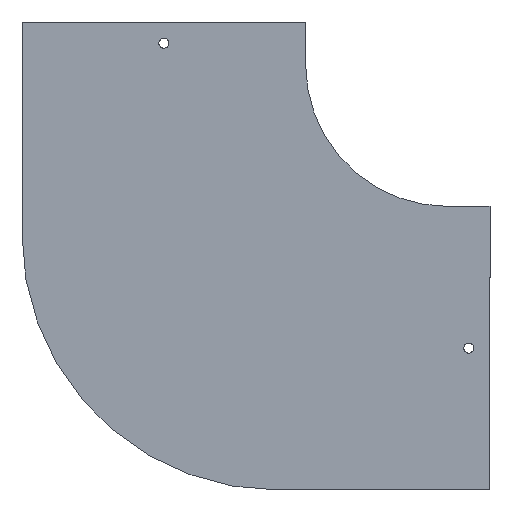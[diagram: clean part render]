
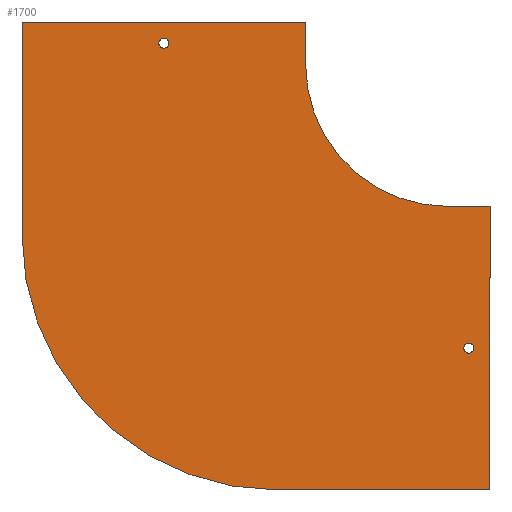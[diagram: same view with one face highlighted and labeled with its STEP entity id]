
A CAD part, front view. The second image highlights one B-rep face of the part: STEP entity #1700.
In plain terms, the highlighted planar face has unit normal (0, -1, 0).
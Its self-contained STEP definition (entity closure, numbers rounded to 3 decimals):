
#1 = DIRECTION ( 'NONE',  ( 0., 0., -1. ) ) ;
#18 = CARTESIAN_POINT ( 'NONE',  ( 200., 0., -30. ) ) ;
#19 = DIRECTION ( 'NONE',  ( 0., -1., 0. ) ) ;
#20 = DIRECTION ( 'NONE',  ( 0., 0., -1. ) ) ;
#36 = CARTESIAN_POINT ( 'NONE',  ( 80., 0., -330. ) ) ;
#37 = DIRECTION ( 'NONE',  ( -1., 0., 0. ) ) ;
#48 = CARTESIAN_POINT ( 'NONE',  ( 80., 0., -150. ) ) ;
#49 = DIRECTION ( 'NONE',  ( 0., 1., 0. ) ) ;
#50 = DIRECTION ( 'NONE',  ( 0., 0., 1. ) ) ;
#76 = CARTESIAN_POINT ( 'NONE',  ( 215., 0., -230. ) ) ;
#77 = DIRECTION ( 'NONE',  ( 0., -1., 0. ) ) ;
#78 = DIRECTION ( 'NONE',  ( 0., 0., -1. ) ) ;
#80 = CARTESIAN_POINT ( 'NONE',  ( 0., 0., -15. ) ) ;
#81 = DIRECTION ( 'NONE',  ( 0., -1., 0. ) ) ;
#82 = DIRECTION ( 'NONE',  ( 0., 0., -1. ) ) ;
#154 = CARTESIAN_POINT ( 'NONE',  ( 230., 0., -330. ) ) ;
#328 = CARTESIAN_POINT ( 'NONE',  ( 80., 0., -330. ) ) ;
#340 = CARTESIAN_POINT ( 'NONE',  ( 230., 0., -130. ) ) ;
#346 = CARTESIAN_POINT ( 'NONE',  ( 200., 0., -130. ) ) ;
#352 = CARTESIAN_POINT ( 'NONE',  ( 100., 0., -30. ) ) ;
#364 = CARTESIAN_POINT ( 'NONE',  ( -100., 0., 0. ) ) ;
#365 = CARTESIAN_POINT ( 'NONE',  ( 100., 0., 0. ) ) ;
#370 = CARTESIAN_POINT ( 'NONE',  ( -100., 0., -150. ) ) ;
#397 = CARTESIAN_POINT ( 'NONE',  ( -100., 0., 0. ) ) ;
#398 = DIRECTION ( 'NONE',  ( 1., 0., 0. ) ) ;
#425 = CARTESIAN_POINT ( 'NONE',  ( 230., 0., -130. ) ) ;
#427 = DIRECTION ( 'NONE',  ( 1., 0., 0. ) ) ;
#453 = CARTESIAN_POINT ( 'NONE',  ( -100., 0., 0. ) ) ;
#463 = CARTESIAN_POINT ( 'NONE',  ( 230., 0., -330. ) ) ;
#464 = DIRECTION ( 'NONE',  ( 0., 0., -1. ) ) ;
#468 = DIRECTION ( 'NONE',  ( 0., 0., 1. ) ) ;
#477 = LINE ( 'NONE', #463, #481 ) ;
#481 = VECTOR ( 'NONE', #464, 1000. ) ;
#485 = LINE ( 'NONE', #453, #486 ) ;
#486 = VECTOR ( 'NONE', #468, 1000. ) ;
#494 = LINE ( 'NONE', #1769, #496 ) ;
#496 = VECTOR ( 'NONE', #1, 1000. ) ;
#503 = CIRCLE ( 'NONE', #1794, 100. ) ;
#518 = LINE ( 'NONE', #36, #520 ) ;
#520 = VECTOR ( 'NONE', #37, 1000. ) ;
#523 = CIRCLE ( 'NONE', #1824, 180. ) ;
#538 = CIRCLE ( 'NONE', #1808, 3.5 ) ;
#541 = CIRCLE ( 'NONE', #1798, 3.5 ) ;
#651 = FACE_OUTER_BOUND ( 'NONE', #1088, .T. ) ;
#656 = FACE_BOUND ( 'NONE', #1084, .T. ) ;
#662 = FACE_BOUND ( 'NONE', #1090, .T. ) ;
#684 = VERTEX_POINT ( 'NONE', #1340 ) ;
#685 = VERTEX_POINT ( 'NONE', #1334 ) ;
#965 = LINE ( 'NONE', #397, #968 ) ;
#968 = VECTOR ( 'NONE', #398, 1000. ) ;
#983 = LINE ( 'NONE', #425, #986 ) ;
#986 = VECTOR ( 'NONE', #427, 1000. ) ;
#1084 = EDGE_LOOP ( 'NONE', ( #1164 ) ) ;
#1088 = EDGE_LOOP ( 'NONE', ( #1166, #1167, #1168, #1169, #1170, #1171, #1172, #1173 ) ) ;
#1090 = EDGE_LOOP ( 'NONE', ( #1165 ) ) ;
#1164 = ORIENTED_EDGE ( 'NONE', *, *, #1595, .F. ) ;
#1165 = ORIENTED_EDGE ( 'NONE', *, *, #1596, .F. ) ;
#1166 = ORIENTED_EDGE ( 'NONE', *, *, #1582, .F. ) ;
#1167 = ORIENTED_EDGE ( 'NONE', *, *, #1559, .F. ) ;
#1168 = ORIENTED_EDGE ( 'NONE', *, *, #1541, .F. ) ;
#1169 = ORIENTED_EDGE ( 'NONE', *, *, #1572, .F. ) ;
#1170 = ORIENTED_EDGE ( 'NONE', *, *, #1567, .F. ) ;
#1171 = ORIENTED_EDGE ( 'NONE', *, *, #1530, .F. ) ;
#1172 = ORIENTED_EDGE ( 'NONE', *, *, #1561, .F. ) ;
#1173 = ORIENTED_EDGE ( 'NONE', *, *, #1585, .F. ) ;
#1217 = VERTEX_POINT ( 'NONE', #328 ) ;
#1289 = DIRECTION ( 'NONE',  ( 0., 1., 0. ) ) ;
#1292 = CARTESIAN_POINT ( 'NONE',  ( 80., 0., -150. ) ) ;
#1293 = PLANE ( 'NONE',  #1740 ) ;
#1295 = DIRECTION ( 'NONE',  ( 0., 0., 1. ) ) ;
#1334 = CARTESIAN_POINT ( 'NONE',  ( 0., 0., -18.5 ) ) ;
#1340 = CARTESIAN_POINT ( 'NONE',  ( 215., 0., -233.5 ) ) ;
#1369 = VERTEX_POINT ( 'NONE', #340 ) ;
#1375 = VERTEX_POINT ( 'NONE', #346 ) ;
#1381 = VERTEX_POINT ( 'NONE', #352 ) ;
#1393 = VERTEX_POINT ( 'NONE', #364 ) ;
#1394 = VERTEX_POINT ( 'NONE', #365 ) ;
#1399 = VERTEX_POINT ( 'NONE', #370 ) ;
#1530 = EDGE_CURVE ( 'NONE', #1393, #1394, #965, .T. ) ;
#1541 = EDGE_CURVE ( 'NONE', #1375, #1369, #983, .T. ) ;
#1559 = EDGE_CURVE ( 'NONE', #1369, #1659, #477, .T. ) ;
#1561 = EDGE_CURVE ( 'NONE', #1399, #1393, #485, .T. ) ;
#1567 = EDGE_CURVE ( 'NONE', #1394, #1381, #494, .T. ) ;
#1572 = EDGE_CURVE ( 'NONE', #1381, #1375, #503, .T. ) ;
#1582 = EDGE_CURVE ( 'NONE', #1659, #1217, #518, .T. ) ;
#1585 = EDGE_CURVE ( 'NONE', #1217, #1399, #523, .T. ) ;
#1595 = EDGE_CURVE ( 'NONE', #684, #684, #538, .T. ) ;
#1596 = EDGE_CURVE ( 'NONE', #685, #685, #541, .T. ) ;
#1659 = VERTEX_POINT ( 'NONE', #154 ) ;
#1700 = ADVANCED_FACE ( 'NONE', ( #656, #662, #651 ), #1293, .F. ) ;
#1740 = AXIS2_PLACEMENT_3D ( 'NONE', #1292, #1289, #1295 ) ;
#1769 = CARTESIAN_POINT ( 'NONE',  ( 100., 0., 0. ) ) ;
#1794 = AXIS2_PLACEMENT_3D ( 'NONE', #18, #19, #20 ) ;
#1798 = AXIS2_PLACEMENT_3D ( 'NONE', #80, #81, #82 ) ;
#1808 = AXIS2_PLACEMENT_3D ( 'NONE', #76, #77, #78 ) ;
#1824 = AXIS2_PLACEMENT_3D ( 'NONE', #48, #49, #50 ) ;
